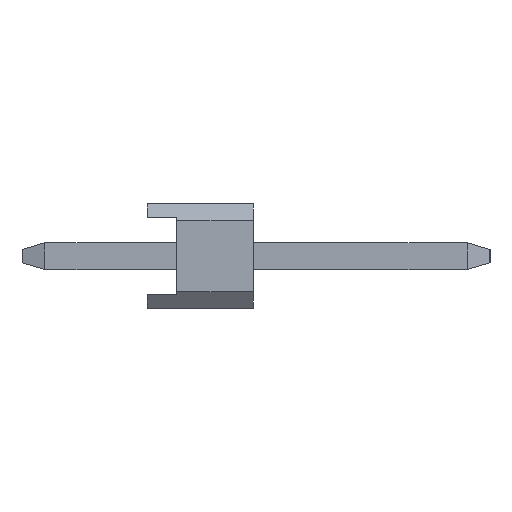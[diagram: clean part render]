
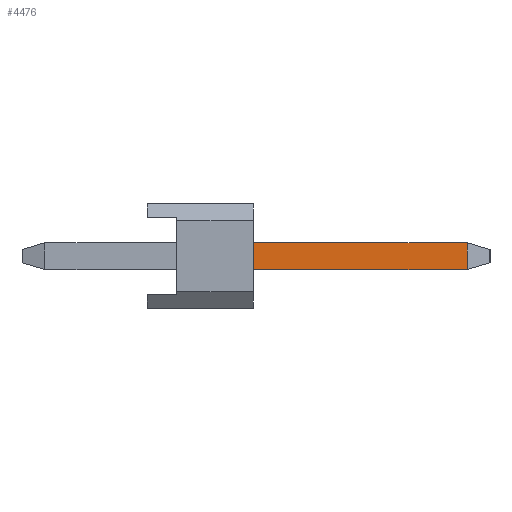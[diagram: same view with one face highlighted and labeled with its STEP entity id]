
A CAD part, left-side view. The second image highlights one B-rep face of the part: STEP entity #4476.
In plain terms, the highlighted planar face has unit normal (-1, 0, 0).
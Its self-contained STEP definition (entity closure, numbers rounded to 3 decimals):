
#3384=EDGE_CURVE('',#6448,#3406,#8700,.T.);
#3406=VERTEX_POINT('',#8725);
#3448=VERTEX_POINT('',#8774);
#3632=EDGE_CURVE('',#3448,#7224,#8972,.T.);
#4476=ADVANCED_FACE('',(#9911),#9912,.T.);
#5340=EDGE_CURVE('',#3406,#3448,#10888,.T.);
#5802=EDGE_CURVE('',#7224,#6448,#11398,.T.);
#6448=VERTEX_POINT('',#12097);
#7224=VERTEX_POINT('',#12933);
#8700=LINE('',#14830,#14831);
#8725=CARTESIAN_POINT('',(-20.64,-7.654,0.32));
#8774=CARTESIAN_POINT('',(-20.64,-7.654,-0.32));
#8972=LINE('',#15216,#15217);
#9911=FACE_OUTER_BOUND('',#16572,.T.);
#9912=PLANE('',#16573);
#10888=LINE('',#17982,#17983);
#11398=LINE('',#18714,#18715);
#12097=CARTESIAN_POINT('',(-20.64,-2.54,0.32));
#12933=CARTESIAN_POINT('',(-20.64,-2.54,-0.32));
#14830=CARTESIAN_POINT('',(-20.64,-2.6,0.32));
#14831=VECTOR('',#22827,1.0);
#15216=CARTESIAN_POINT('',(-20.64,2.454,-0.32));
#15217=VECTOR('',#23082,1.0);
#16572=EDGE_LOOP('',(#24076,#24077,#24078,#24079));
#16573=AXIS2_PLACEMENT_3D('',#24080,#24081,#24082);
#17982=CARTESIAN_POINT('',(-20.64,-7.654,0.5));
#17983=VECTOR('',#25343,1.0);
#18714=CARTESIAN_POINT('',(-20.64,-2.54,0.252));
#18715=VECTOR('',#25848,1.0);
#22827=DIRECTION('',(0.,-1.0,0.));
#23082=DIRECTION('',(0.,1.0,0.));
#24076=ORIENTED_EDGE('',*,*,#5802,.F.);
#24077=ORIENTED_EDGE('',*,*,#3632,.F.);
#24078=ORIENTED_EDGE('',*,*,#5340,.F.);
#24079=ORIENTED_EDGE('',*,*,#3384,.F.);
#24080=CARTESIAN_POINT('',(-20.64,2.454,0.5));
#24081=DIRECTION('',(-1.0,0.,0.));
#24082=DIRECTION('',(0.,1.0,0.));
#25343=DIRECTION('',(0.0,0.,-1.0));
#25848=DIRECTION('',(0.,0.,1.0));
